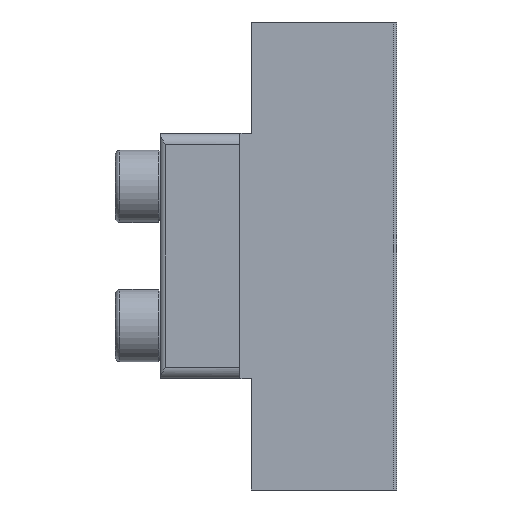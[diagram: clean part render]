
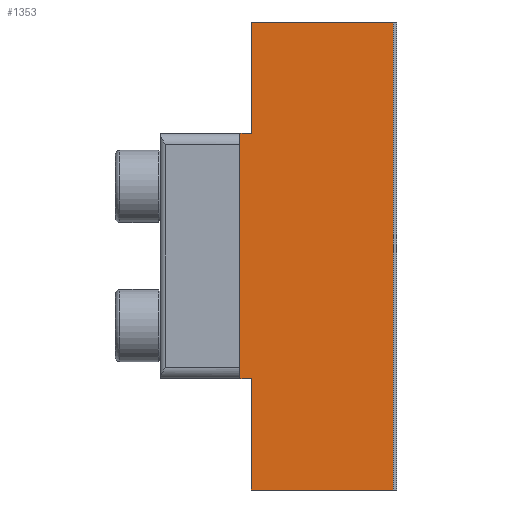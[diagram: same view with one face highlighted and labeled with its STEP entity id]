
A CAD part, left-side view. The second image highlights one B-rep face of the part: STEP entity #1353.
In plain terms, the highlighted face is planar.
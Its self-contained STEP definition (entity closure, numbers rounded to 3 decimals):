
#140=LINE('',#2024,#237);
#144=LINE('',#2033,#241);
#148=LINE('',#2041,#245);
#149=LINE('',#2043,#246);
#150=LINE('',#2045,#247);
#151=LINE('',#2046,#248);
#152=LINE('',#2048,#249);
#153=LINE('',#2050,#250);
#237=VECTOR('',#1631,1000.);
#241=VECTOR('',#1635,1000.);
#245=VECTOR('',#1641,1000.);
#246=VECTOR('',#1642,1000.);
#247=VECTOR('',#1643,1000.);
#248=VECTOR('',#1644,1000.);
#249=VECTOR('',#1645,1000.);
#250=VECTOR('',#1646,1000.);
#346=ORIENTED_EDGE('',*,*,#720,.T.);
#347=ORIENTED_EDGE('',*,*,#721,.F.);
#348=ORIENTED_EDGE('',*,*,#722,.F.);
#349=ORIENTED_EDGE('',*,*,#716,.T.);
#350=ORIENTED_EDGE('',*,*,#723,.F.);
#351=ORIENTED_EDGE('',*,*,#724,.T.);
#352=ORIENTED_EDGE('',*,*,#725,.T.);
#353=ORIENTED_EDGE('',*,*,#712,.T.);
#712=EDGE_CURVE('',#899,#900,#140,.T.);
#716=EDGE_CURVE('',#904,#903,#144,.T.);
#720=EDGE_CURVE('',#900,#907,#148,.T.);
#721=EDGE_CURVE('',#908,#907,#149,.T.);
#722=EDGE_CURVE('',#904,#908,#150,.T.);
#723=EDGE_CURVE('',#909,#903,#151,.T.);
#724=EDGE_CURVE('',#909,#910,#152,.T.);
#725=EDGE_CURVE('',#910,#899,#153,.T.);
#899=VERTEX_POINT('',#2025);
#900=VERTEX_POINT('',#2026);
#903=VERTEX_POINT('',#2032);
#904=VERTEX_POINT('',#2034);
#907=VERTEX_POINT('',#2042);
#908=VERTEX_POINT('',#2044);
#909=VERTEX_POINT('',#2047);
#910=VERTEX_POINT('',#2049);
#1091=EDGE_LOOP('',(#346,#347,#348,#349,#350,#351,#352,#353));
#1208=FACE_BOUND('',#1091,.T.);
#1322=PLANE('',#1476);
#1353=ADVANCED_FACE('',(#1208),#1322,.F.);
#1476=AXIS2_PLACEMENT_3D('',#2040,#1639,#1640);
#1631=DIRECTION('',(-1.,0.,0.));
#1635=DIRECTION('',(-1.,0.,0.));
#1639=DIRECTION('',(0.,0.,-1.));
#1640=DIRECTION('',(-1.,0.,0.));
#1641=DIRECTION('',(0.,-1.,0.));
#1642=DIRECTION('',(-1.,0.,0.));
#1643=DIRECTION('',(0.,-1.,0.));
#1644=DIRECTION('',(0.,-1.,0.));
#1645=DIRECTION('',(-1.,0.,0.));
#1646=DIRECTION('',(0.,-1.,0.));
#2024=CARTESIAN_POINT('',(42.,26.1,10.));
#2025=CARTESIAN_POINT('',(-22.,26.1,10.));
#2026=CARTESIAN_POINT('',(-42.,26.1,10.));
#2032=CARTESIAN_POINT('',(22.,26.1,10.));
#2033=CARTESIAN_POINT('',(42.,26.1,10.));
#2034=CARTESIAN_POINT('',(42.,26.1,10.));
#2040=CARTESIAN_POINT('',(42.,26.1,10.));
#2041=CARTESIAN_POINT('',(-42.,26.1,10.));
#2042=CARTESIAN_POINT('',(-42.,0.6,10.));
#2043=CARTESIAN_POINT('',(42.,0.6,10.));
#2044=CARTESIAN_POINT('',(42.,0.6,10.));
#2045=CARTESIAN_POINT('',(42.,26.1,10.));
#2046=CARTESIAN_POINT('',(22.,28.1,10.));
#2047=CARTESIAN_POINT('',(22.,28.1,10.));
#2048=CARTESIAN_POINT('',(22.,28.1,10.));
#2049=CARTESIAN_POINT('',(-22.,28.1,10.));
#2050=CARTESIAN_POINT('',(-22.,28.1,10.));
